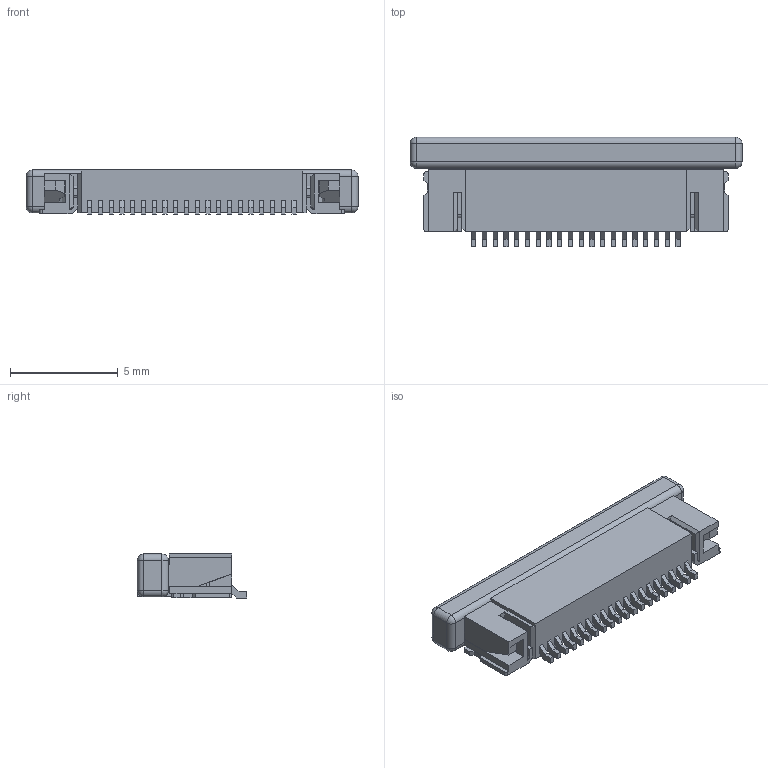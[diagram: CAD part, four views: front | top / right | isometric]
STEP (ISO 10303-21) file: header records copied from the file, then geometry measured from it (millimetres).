
FILE_DESCRIPTION(('FreeCAD Model'),'2;1');
FILE_NAME('C-2-1734592-0.step', '2018-07-28T11:59:02',('Author'),(''), 'Open CASCADE STEP processor 6.8','FreeCAD','Unknown');
FILE_SCHEMA(('AUTOMOTIVE_DESIGN_CC2 { 1 2 10303 214 -1 1 5 4 }'));
Length unit declared in the file: millimetre
Products named in the file (2): ASSEMBLY; C-2-1734592-0
Assembly tree (1 placements, depth 2):
  ASSEMBLY
    C-2-1734592-0
Bounding box: 15.43 x 5.11 x 2.05 mm (x, y, z)
Volume: 107.5 mm3; surface area: 341.9 mm2
Topology: 1 solids, 1 shells, 404 faces, 1124 edges, 732 vertices
Faces by surface type: plane 346, cylinder 50, sphere 8
Entity records: 32581 total; most frequent: CARTESIAN_POINT 10246, DIRECTION 4028, LINE 2950, VECTOR 2950, ORIENTED_EDGE 2248, PCURVE 2248, DEFINITIONAL_REPRESENTATION 2248, EDGE_CURVE 1124
